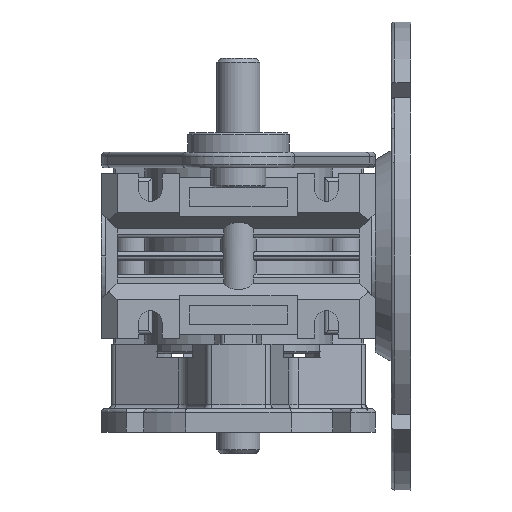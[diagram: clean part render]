
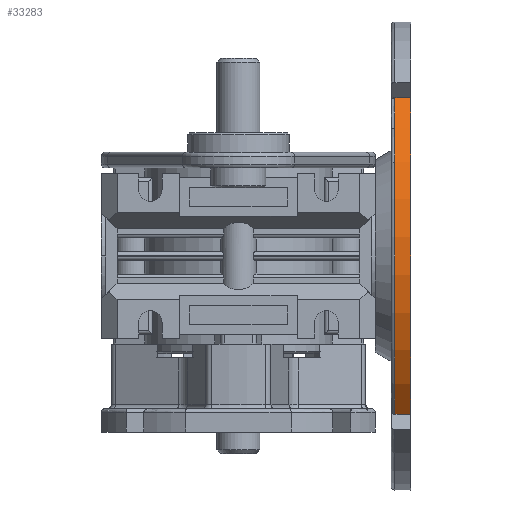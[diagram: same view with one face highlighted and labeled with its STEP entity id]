
A CAD part, front view. The second image highlights one B-rep face of the part: STEP entity #33283.
In plain terms, the highlighted cylindrical face has radius 60 mm (diameter 120 mm), a partial arc.
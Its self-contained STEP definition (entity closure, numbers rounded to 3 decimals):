
#2251 = DIRECTION ( 'NONE',  ( 0., 0., -1. ) ) ;
#2252 = AXIS2_PLACEMENT_3D ( 'NONE', #2253, #2251, #2301 ) ;
#2253 = CARTESIAN_POINT ( 'NONE',  ( 0., 0., 5. ) ) ;
#2254 = CYLINDRICAL_SURFACE ( 'NONE', #2252, 60. ) ;
#2255 = FACE_OUTER_BOUND ( 'NONE', #33285, .T. ) ;
#2291 = CARTESIAN_POINT ( 'NONE',  ( -2.75, -59.937, 4. ) ) ;
#2292 = CARTESIAN_POINT ( 'NONE',  ( -2.75, -59.937, 0. ) ) ;
#2293 = DIRECTION ( 'NONE',  ( 0., 0., 1. ) ) ;
#2294 = VECTOR ( 'NONE', #2293, 1000. ) ;
#2295 = CARTESIAN_POINT ( 'NONE',  ( -2.75, -59.937, 5. ) ) ;
#2296 = LINE ( 'NONE', #2295, #2294 ) ;
#2301 = DIRECTION ( 'NONE',  ( -1., 0., 0. ) ) ;
#2317 = CARTESIAN_POINT ( 'NONE',  ( -59.937, -2.75, 0. ) ) ;
#2318 = DIRECTION ( 'NONE',  ( 0., 0., -1. ) ) ;
#2319 = VECTOR ( 'NONE', #2318, 1000. ) ;
#2320 = CARTESIAN_POINT ( 'NONE',  ( -59.937, -2.75, 5. ) ) ;
#2321 = LINE ( 'NONE', #2320, #2319 ) ;
#2322 = CARTESIAN_POINT ( 'NONE',  ( -59.937, -2.75, 4. ) ) ;
#2323 = DIRECTION ( 'NONE',  ( 1., 0., 0. ) ) ;
#2324 = DIRECTION ( 'NONE',  ( 0., 0., -1. ) ) ;
#2325 = CARTESIAN_POINT ( 'NONE',  ( 0., 0., 4. ) ) ;
#2326 = AXIS2_PLACEMENT_3D ( 'NONE', #2325, #2324, #2323 ) ;
#2331 = CIRCLE ( 'NONE', #2326, 60. ) ;
#2362 = DIRECTION ( 'NONE',  ( 1., 0., 0. ) ) ;
#2363 = DIRECTION ( 'NONE',  ( 0., 0., 1. ) ) ;
#2364 = CARTESIAN_POINT ( 'NONE',  ( 0., 0., 0. ) ) ;
#2365 = AXIS2_PLACEMENT_3D ( 'NONE', #2364, #2363, #2362 ) ;
#2366 = CIRCLE ( 'NONE', #2365, 60. ) ;
#33223 = ORIENTED_EDGE ( 'NONE', *, *, #33334, .T. ) ;
#33283 = ADVANCED_FACE ( 'NONE', ( #2255 ), #2254, .T. ) ;
#33285 = EDGE_LOOP ( 'NONE', ( #33287, #33294, #33300, #33223 ) ) ;
#33287 = ORIENTED_EDGE ( 'NONE', *, *, #33289, .T. ) ;
#33289 = EDGE_CURVE ( 'NONE', #33290, #33292, #2296, .T. ) ;
#33290 = VERTEX_POINT ( 'NONE', #2292 ) ;
#33292 = VERTEX_POINT ( 'NONE', #2291 ) ;
#33294 = ORIENTED_EDGE ( 'NONE', *, *, #33297, .T. ) ;
#33297 = EDGE_CURVE ( 'NONE', #33292, #33298, #2331, .T. ) ;
#33298 = VERTEX_POINT ( 'NONE', #2322 ) ;
#33300 = ORIENTED_EDGE ( 'NONE', *, *, #33302, .T. ) ;
#33302 = EDGE_CURVE ( 'NONE', #33298, #33303, #2321, .T. ) ;
#33303 = VERTEX_POINT ( 'NONE', #2317 ) ;
#33334 = EDGE_CURVE ( 'NONE', #33303, #33290, #2366, .T. ) ;
